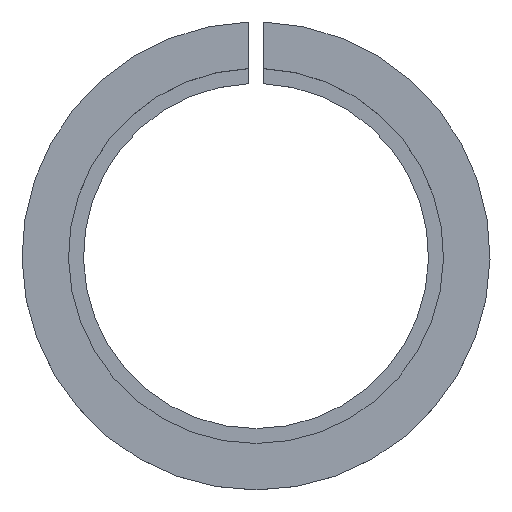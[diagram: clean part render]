
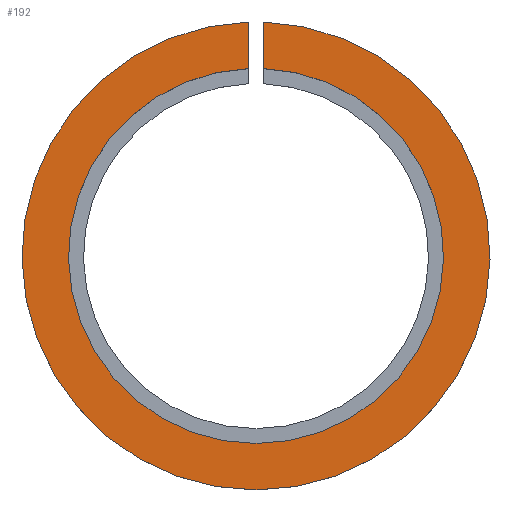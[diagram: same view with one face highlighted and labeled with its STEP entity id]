
A CAD part, top view. The second image highlights one B-rep face of the part: STEP entity #192.
In plain terms, the highlighted planar face has unit normal (0, 0, 1).
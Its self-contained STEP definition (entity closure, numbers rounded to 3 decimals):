
#22=CIRCLE('',#217,12.5);
#29=CIRCLE('',#229,15.6);
#46=FACE_OUTER_BOUND('',#56,.T.);
#56=EDGE_LOOP('',(#170,#171,#172,#173));
#59=LINE('',#304,#75);
#73=LINE('',#332,#89);
#75=VECTOR('',#241,10.);
#89=VECTOR('',#257,10.);
#90=VERTEX_POINT('',#300);
#92=VERTEX_POINT('',#303);
#99=VERTEX_POINT('',#318);
#105=VERTEX_POINT('',#330);
#107=EDGE_CURVE('',#92,#90,#59,.T.);
#121=EDGE_CURVE('',#99,#105,#73,.T.);
#122=EDGE_CURVE('',#105,#92,#22,.T.);
#129=EDGE_CURVE('',#90,#99,#29,.T.);
#170=ORIENTED_EDGE('',*,*,#107,.T.);
#171=ORIENTED_EDGE('',*,*,#129,.T.);
#172=ORIENTED_EDGE('',*,*,#121,.T.);
#173=ORIENTED_EDGE('',*,*,#122,.T.);
#183=PLANE('',#230);
#192=ADVANCED_FACE('',(#46),#183,.T.);
#217=AXIS2_PLACEMENT_3D('',#334,#260,#261);
#229=AXIS2_PLACEMENT_3D('',#346,#284,#285);
#230=AXIS2_PLACEMENT_3D('',#347,#286,#287);
#241=DIRECTION('',(0.,1.,0.));
#257=DIRECTION('',(0.,-1.,0.));
#260=DIRECTION('center_axis',(0.,0.,-1.));
#261=DIRECTION('ref_axis',(-1.,0.,0.));
#284=DIRECTION('center_axis',(0.,0.,1.));
#285=DIRECTION('ref_axis',(1.,0.,0.));
#286=DIRECTION('center_axis',(0.,0.,1.));
#287=DIRECTION('ref_axis',(1.,0.,0.));
#300=CARTESIAN_POINT('',(-0.5,15.592,5.5));
#303=CARTESIAN_POINT('',(-0.5,12.49,5.5));
#304=CARTESIAN_POINT('',(-0.5,4.25,5.5));
#318=CARTESIAN_POINT('',(0.5,15.592,5.5));
#330=CARTESIAN_POINT('',(0.5,12.49,5.5));
#332=CARTESIAN_POINT('',(0.5,8.25,5.5));
#334=CARTESIAN_POINT('Origin',(0.,0.,5.5));
#346=CARTESIAN_POINT('Origin',(0.,0.,5.5));
#347=CARTESIAN_POINT('Origin',(0.,0.,5.5));
